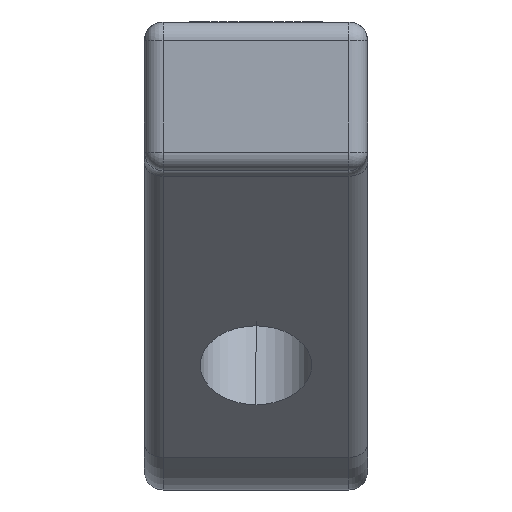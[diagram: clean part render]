
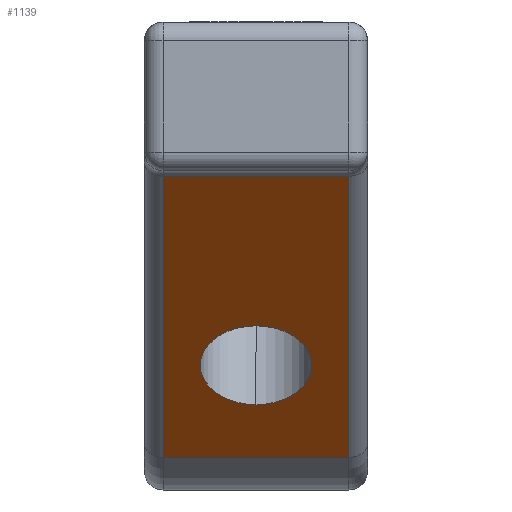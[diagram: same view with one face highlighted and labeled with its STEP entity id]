
A CAD part, left-side view. The second image highlights one B-rep face of the part: STEP entity #1139.
In plain terms, the highlighted planar face has unit normal (-0.707, 0, -0.707).
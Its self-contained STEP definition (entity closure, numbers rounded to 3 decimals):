
#29 = DIRECTION ( 'NONE',  ( -0.707, 0., 0.707 ) ) ;
#41 = DIRECTION ( 'NONE',  ( -0.707, 0., -0.707 ) ) ;
#44 = EDGE_LOOP ( 'NONE', ( #755, #1386, #781, #1426 ) ) ;
#71 = EDGE_LOOP ( 'NONE', ( #808, #1663 ) ) ;
#155 = PLANE ( 'NONE',  #1218 ) ;
#164 = VERTEX_POINT ( 'NONE', #457 ) ;
#227 = CIRCLE ( 'NONE', #299, 1.5 ) ;
#246 = DIRECTION ( 'NONE',  ( 0., 1., 0. ) ) ;
#268 = AXIS2_PLACEMENT_3D ( 'NONE', #1274, #668, #29 ) ;
#299 = AXIS2_PLACEMENT_3D ( 'NONE', #685, #41, #1435 ) ;
#318 = DIRECTION ( 'NONE',  ( 0., -1., 0. ) ) ;
#332 = VERTEX_POINT ( 'NONE', #539 ) ;
#364 = CARTESIAN_POINT ( 'NONE',  ( -2.121, 2.5, -11.707 ) ) ;
#373 = VERTEX_POINT ( 'NONE', #364 ) ;
#442 = LINE ( 'NONE', #1045, #1229 ) ;
#443 = DIRECTION ( 'NONE',  ( 0.707, 0., -0.707 ) ) ;
#445 = VECTOR ( 'NONE', #443, 1000. ) ;
#457 = CARTESIAN_POINT ( 'NONE',  ( -3.536, 0., -10.293 ) ) ;
#534 = EDGE_CURVE ( 'NONE', #835, #332, #1375, .T. ) ;
#539 = CARTESIAN_POINT ( 'NONE',  ( -9.682, -2.5, -4.146 ) ) ;
#552 = VECTOR ( 'NONE', #318, 1000. ) ;
#659 = FACE_BOUND ( 'NONE', #71, .T. ) ;
#668 = DIRECTION ( 'NONE',  ( -0.707, 0., -0.707 ) ) ;
#685 = CARTESIAN_POINT ( 'NONE',  ( -4.596, 0., -9.232 ) ) ;
#717 = EDGE_CURVE ( 'NONE', #882, #164, #227, .T. ) ;
#755 = ORIENTED_EDGE ( 'NONE', *, *, #1064, .T. ) ;
#781 = ORIENTED_EDGE ( 'NONE', *, *, #534, .T. ) ;
#808 = ORIENTED_EDGE ( 'NONE', *, *, #717, .F. ) ;
#827 = LINE ( 'NONE', #961, #552 ) ;
#835 = VERTEX_POINT ( 'NONE', #852 ) ;
#852 = CARTESIAN_POINT ( 'NONE',  ( -2.121, -2.5, -11.707 ) ) ;
#882 = VERTEX_POINT ( 'NONE', #1943 ) ;
#961 = CARTESIAN_POINT ( 'NONE',  ( -2.121, 3., -11.707 ) ) ;
#974 = CIRCLE ( 'NONE', #268, 1.5 ) ;
#1045 = CARTESIAN_POINT ( 'NONE',  ( -9.682, 3., -4.146 ) ) ;
#1064 = EDGE_CURVE ( 'NONE', #1503, #373, #1538, .T. ) ;
#1139 = ADVANCED_FACE ( 'NONE', ( #659, #1264 ), #155, .F. ) ;
#1194 = EDGE_CURVE ( 'NONE', #373, #835, #827, .T. ) ;
#1207 = EDGE_CURVE ( 'NONE', #164, #882, #974, .T. ) ;
#1218 = AXIS2_PLACEMENT_3D ( 'NONE', #1534, #1683, #1699 ) ;
#1228 = VECTOR ( 'NONE', #1859, 1000. ) ;
#1229 = VECTOR ( 'NONE', #246, 1000. ) ;
#1253 = CARTESIAN_POINT ( 'NONE',  ( -9.828, -2.5, -4. ) ) ;
#1264 = FACE_OUTER_BOUND ( 'NONE', #44, .T. ) ;
#1274 = CARTESIAN_POINT ( 'NONE',  ( -4.596, 0., -9.232 ) ) ;
#1375 = LINE ( 'NONE', #1253, #1228 ) ;
#1377 = CARTESIAN_POINT ( 'NONE',  ( 0., 2.5, -13.828 ) ) ;
#1386 = ORIENTED_EDGE ( 'NONE', *, *, #1194, .T. ) ;
#1426 = ORIENTED_EDGE ( 'NONE', *, *, #1773, .T. ) ;
#1435 = DIRECTION ( 'NONE',  ( -0.707, 0., 0.707 ) ) ;
#1503 = VERTEX_POINT ( 'NONE', #1870 ) ;
#1534 = CARTESIAN_POINT ( 'NONE',  ( 0., 3., -13.828 ) ) ;
#1538 = LINE ( 'NONE', #1377, #445 ) ;
#1663 = ORIENTED_EDGE ( 'NONE', *, *, #1207, .F. ) ;
#1683 = DIRECTION ( 'NONE',  ( 0.707, 0., 0.707 ) ) ;
#1699 = DIRECTION ( 'NONE',  ( 0.707, 0., -0.707 ) ) ;
#1773 = EDGE_CURVE ( 'NONE', #332, #1503, #442, .T. ) ;
#1859 = DIRECTION ( 'NONE',  ( -0.707, 0., 0.707 ) ) ;
#1870 = CARTESIAN_POINT ( 'NONE',  ( -9.682, 2.5, -4.146 ) ) ;
#1943 = CARTESIAN_POINT ( 'NONE',  ( -5.657, 0., -8.172 ) ) ;
